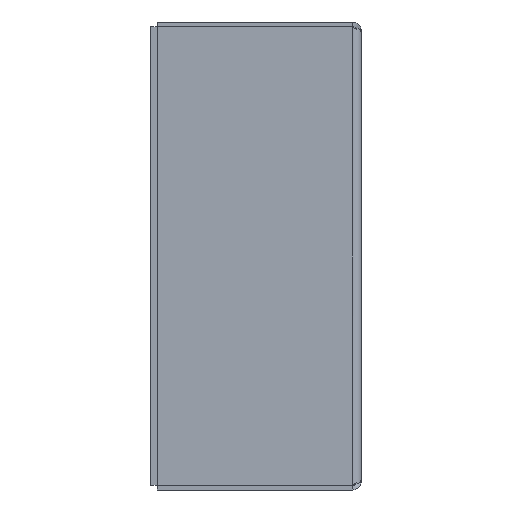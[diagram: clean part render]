
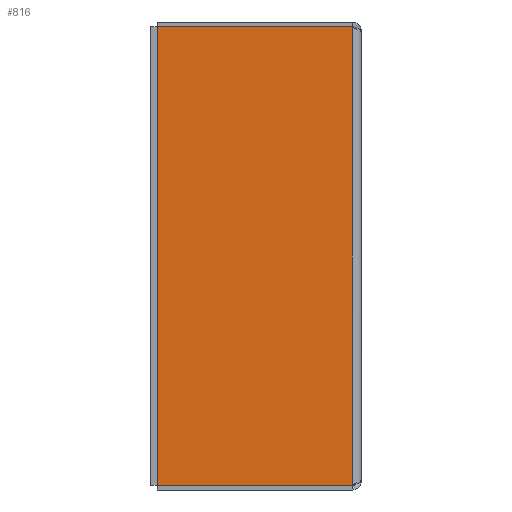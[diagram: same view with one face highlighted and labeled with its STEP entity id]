
A CAD part, left-side view. The second image highlights one B-rep face of the part: STEP entity #816.
In plain terms, the highlighted planar face has unit normal (-1, 0, 0).
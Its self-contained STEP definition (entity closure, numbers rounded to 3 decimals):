
#124=FACE_OUTER_BOUND('',#176,.T.);
#176=EDGE_LOOP('',(#627,#628,#629,#630));
#206=LINE('',#1069,#268);
#226=LINE('',#1391,#288);
#239=LINE('',#1589,#301);
#243=LINE('',#1649,#305);
#268=VECTOR('',#905,10.);
#288=VECTOR('',#957,10.);
#301=VECTOR('',#984,10.);
#305=VECTOR('',#990,10.);
#330=VERTEX_POINT('',#1066);
#331=VERTEX_POINT('',#1068);
#367=VERTEX_POINT('',#1390);
#375=VERTEX_POINT('',#1588);
#394=EDGE_CURVE('',#330,#331,#206,.T.);
#440=EDGE_CURVE('',#331,#367,#226,.T.);
#461=EDGE_CURVE('',#375,#367,#239,.T.);
#467=EDGE_CURVE('',#375,#330,#243,.T.);
#627=ORIENTED_EDGE('',*,*,#461,.T.);
#628=ORIENTED_EDGE('',*,*,#440,.F.);
#629=ORIENTED_EDGE('',*,*,#394,.F.);
#630=ORIENTED_EDGE('',*,*,#467,.F.);
#722=PLANE('',#873);
#816=ADVANCED_FACE('',(#124),#722,.F.);
#873=AXIS2_PLACEMENT_3D('',#1650,#991,#992);
#905=DIRECTION('',(0.,0.,1.));
#957=DIRECTION('',(0.,-1.,0.));
#984=DIRECTION('',(0.,0.,1.));
#990=DIRECTION('',(0.,1.,0.));
#991=DIRECTION('center_axis',(1.,0.,0.));
#992=DIRECTION('ref_axis',(0.,-1.,0.));
#1066=CARTESIAN_POINT('',(-300.,12.,-99.929));
#1068=CARTESIAN_POINT('',(-300.,12.,99.929));
#1069=CARTESIAN_POINT('',(-300.,12.,-99.929));
#1390=CARTESIAN_POINT('',(-300.,-73.,99.929));
#1391=CARTESIAN_POINT('',(-300.,-73.,99.929));
#1588=CARTESIAN_POINT('',(-300.,-73.,-99.929));
#1589=CARTESIAN_POINT('',(-300.,-73.,0.));
#1649=CARTESIAN_POINT('',(-300.,-73.,-99.929));
#1650=CARTESIAN_POINT('Origin',(-300.,-32.52,0.));
